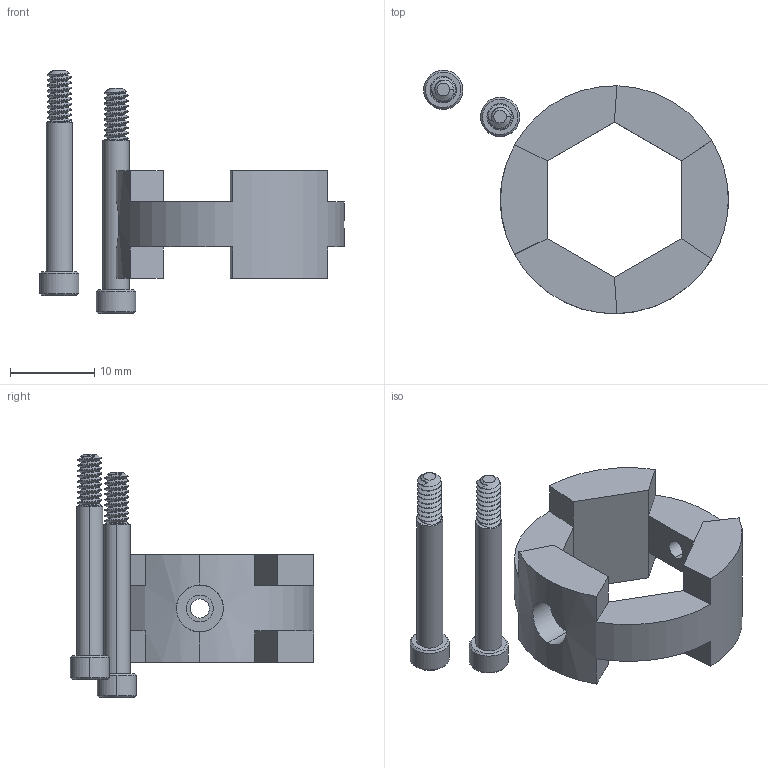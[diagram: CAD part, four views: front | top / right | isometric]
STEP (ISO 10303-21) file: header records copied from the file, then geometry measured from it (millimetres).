
FILE_DESCRIPTION (( 'STEP AP214' ), '1' );
FILE_NAME ('217-3628-STEP.STEP', '2013-12-10T19:16:40', ( '' ), ( '' ), 'SwSTEP 2.0', 'SolidWorks 2013', '' );
FILE_SCHEMA (( 'AUTOMOTIVE_DESIGN' ));
Length unit declared in the file: millimetre
Products named in the file (3): 217-3423-014 Rev1; 217-3423-009 Rev3; 217-3628-STEP
Assembly tree (3 placements, depth 2):
  217-3628-STEP
    217-3423-009 Rev3
    217-3423-014 Rev1  x2
Bounding box: 36.08 x 28.85 x 28.79 mm (x, y, z)
Volume: 3433.7 mm3; surface area: 2905.5 mm2
Topology: 3 solids, 3 shells, 181 faces, 468 edges, 294 vertices
Faces by surface type: cylinder 94, plane 53, cone 30, bspline 4
Entity records: 5984 total; most frequent: CARTESIAN_POINT 3388, ORIENTED_EDGE 572, DIRECTION 470, EDGE_CURVE 286, VERTEX_POINT 179, AXIS2_PLACEMENT_3D 166, VECTOR 138, LINE 138
